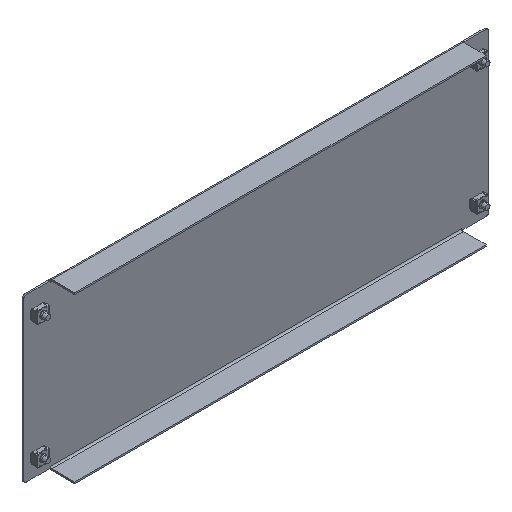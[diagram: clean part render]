
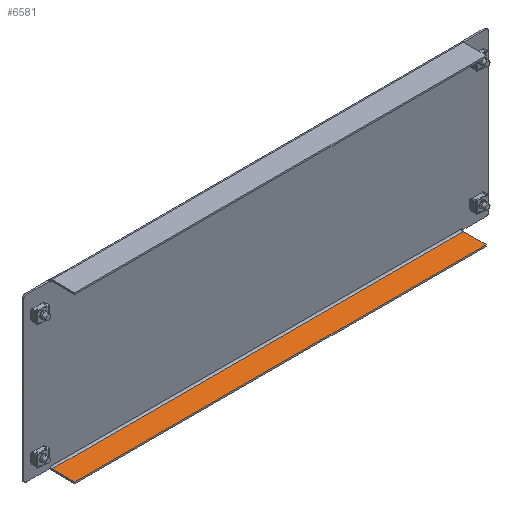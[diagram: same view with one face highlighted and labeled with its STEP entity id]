
A CAD part, isometric view. The second image highlights one B-rep face of the part: STEP entity #6581.
In plain terms, the highlighted planar face has unit normal (0, 0, 1).
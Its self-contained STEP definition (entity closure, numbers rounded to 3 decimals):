
#221 = CARTESIAN_POINT ( 'NONE',  ( -199., -25., -78.5 ) ) ;
#416 = DIRECTION ( 'NONE',  ( 1., 0., 0. ) ) ;
#857 = CARTESIAN_POINT ( 'NONE',  ( -199., -25., -78.5 ) ) ;
#896 = CARTESIAN_POINT ( 'NONE',  ( 199., -25., -78.5 ) ) ;
#1117 = VERTEX_POINT ( 'NONE', #857 ) ;
#1218 = EDGE_LOOP ( 'NONE', ( #1400, #1628, #1239, #4646 ) ) ;
#1239 = ORIENTED_EDGE ( 'NONE', *, *, #7469, .T. ) ;
#1400 = ORIENTED_EDGE ( 'NONE', *, *, #6943, .T. ) ;
#1505 = DIRECTION ( 'NONE',  ( 0., 1., 0. ) ) ;
#1628 = ORIENTED_EDGE ( 'NONE', *, *, #1635, .F. ) ;
#1635 = EDGE_CURVE ( 'NONE', #6243, #2335, #6317, .T. ) ;
#1876 = CARTESIAN_POINT ( 'NONE',  ( 199., -3., -78.5 ) ) ;
#2060 = FACE_OUTER_BOUND ( 'NONE', #1218, .T. ) ;
#2074 = AXIS2_PLACEMENT_3D ( 'NONE', #2300, #2909, #6958 ) ;
#2134 = CARTESIAN_POINT ( 'NONE',  ( 199., -25., -78.5 ) ) ;
#2300 = CARTESIAN_POINT ( 'NONE',  ( -199., -25., -78.5 ) ) ;
#2324 = PLANE ( 'NONE',  #2074 ) ;
#2335 = VERTEX_POINT ( 'NONE', #1876 ) ;
#2518 = VECTOR ( 'NONE', #416, 1000. ) ;
#2553 = CARTESIAN_POINT ( 'NONE',  ( -199., -1.5, -78.5 ) ) ;
#2909 = DIRECTION ( 'NONE',  ( 0., 0., 1. ) ) ;
#2990 = LINE ( 'NONE', #896, #7415 ) ;
#3301 = DIRECTION ( 'NONE',  ( 1., 0., 0. ) ) ;
#3311 = CARTESIAN_POINT ( 'NONE',  ( -199., -3., -78.5 ) ) ;
#3694 = VECTOR ( 'NONE', #6044, 1000. ) ;
#3975 = VERTEX_POINT ( 'NONE', #2134 ) ;
#4646 = ORIENTED_EDGE ( 'NONE', *, *, #6163, .T. ) ;
#4962 = CARTESIAN_POINT ( 'NONE',  ( -199., -3., -78.5 ) ) ;
#5621 = LINE ( 'NONE', #221, #2518 ) ;
#6044 = DIRECTION ( 'NONE',  ( 0., -1., 0. ) ) ;
#6163 = EDGE_CURVE ( 'NONE', #1117, #3975, #5621, .T. ) ;
#6243 = VERTEX_POINT ( 'NONE', #4962 ) ;
#6317 = LINE ( 'NONE', #3311, #7487 ) ;
#6581 = ADVANCED_FACE ( 'NONE', ( #2060 ), #2324, .T. ) ;
#6601 = LINE ( 'NONE', #2553, #3694 ) ;
#6943 = EDGE_CURVE ( 'NONE', #3975, #2335, #2990, .T. ) ;
#6958 = DIRECTION ( 'NONE',  ( 0., -1., 0. ) ) ;
#7415 = VECTOR ( 'NONE', #1505, 1000. ) ;
#7469 = EDGE_CURVE ( 'NONE', #6243, #1117, #6601, .T. ) ;
#7487 = VECTOR ( 'NONE', #3301, 1000. ) ;
